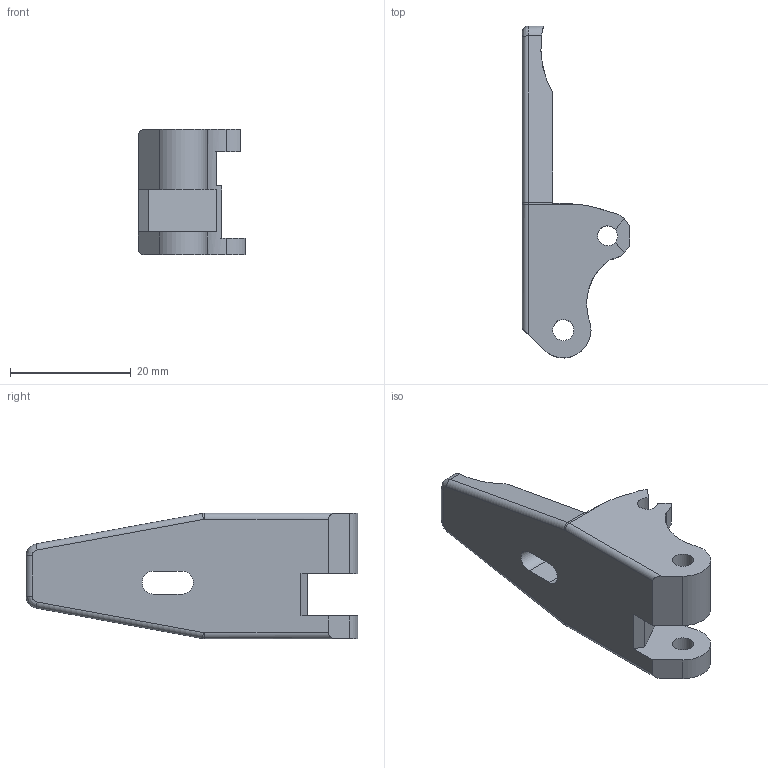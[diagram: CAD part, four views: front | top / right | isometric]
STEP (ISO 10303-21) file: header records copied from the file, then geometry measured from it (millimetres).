
FILE_DESCRIPTION(/* description */ (''),/* implementation_level */ '2;1');
FILE_NAME(/* name */ 'BMG lever arm.stp',/* time_stamp */ '2020-11-19T20:21:07+03:00',/* author */ ('Max'),/* organization */ (''),/* preprocessor_version */ 'ST-DEVELOPER v16.5',/* originating_system */ 'Autodesk Inventor 2017',/* authorisation */ '');
FILE_SCHEMA (('AUTOMOTIVE_DESIGN { 1 0 10303 214 3 1 1 }'));
Length unit declared in the file: millimetre
Products named in the file (1): BMG мой 3
Bounding box: 17.77 x 54.99 x 20.8 mm (x, y, z)
Volume: 6773.6 mm3; surface area: 3636.9 mm2
Topology: 1 solids, 1 shells, 54 faces, 148 edges, 96 vertices
Faces by surface type: cylinder 26, plane 24, bspline 4
Full cylindrical faces by diameter (mm): 3.3 x1, 3.5 x2
Entity records: 1789 total; most frequent: CARTESIAN_POINT 352, DIRECTION 307, ORIENTED_EDGE 290, EDGE_CURVE 145, AXIS2_PLACEMENT_3D 115, VERTEX_POINT 96, LINE 77, VECTOR 77
